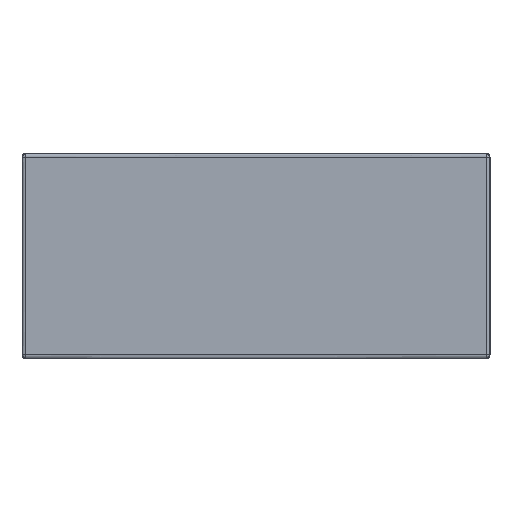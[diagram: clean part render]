
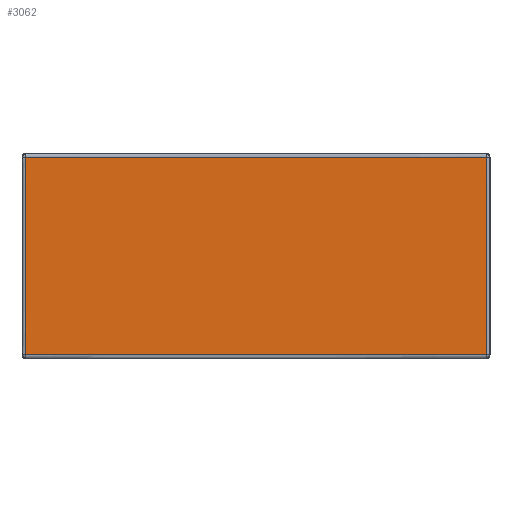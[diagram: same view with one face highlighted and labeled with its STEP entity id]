
A CAD part, left-side view. The second image highlights one B-rep face of the part: STEP entity #3062.
In plain terms, the highlighted planar face has unit normal (-1, 0, 0).
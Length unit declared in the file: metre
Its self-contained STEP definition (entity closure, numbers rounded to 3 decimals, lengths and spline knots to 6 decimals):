
#164=PLANE('',#3334);
#381=B_SPLINE_CURVE_WITH_KNOTS('',3,(#4486,#4487,#4488,#4489),
 .UNSPECIFIED.,.F.,.F.,(4,4),(0.,1.),.UNSPECIFIED.);
#382=B_SPLINE_CURVE_WITH_KNOTS('',3,(#4492,#4493,#4494,#4495),
 .UNSPECIFIED.,.F.,.F.,(4,4),(0.,1.),.UNSPECIFIED.);
#383=B_SPLINE_CURVE_WITH_KNOTS('',3,(#4497,#4498,#4499,#4500),
 .UNSPECIFIED.,.F.,.F.,(4,4),(0.,1.),.UNSPECIFIED.);
#384=B_SPLINE_CURVE_WITH_KNOTS('',3,(#4502,#4503,#4504,#4505),
 .UNSPECIFIED.,.F.,.F.,(4,4),(0.,1.),.UNSPECIFIED.);
#586=ORIENTED_EDGE('',*,*,#1396,.T.);
#587=ORIENTED_EDGE('',*,*,#1397,.T.);
#588=ORIENTED_EDGE('',*,*,#1398,.T.);
#589=ORIENTED_EDGE('',*,*,#1399,.T.);
#1396=EDGE_CURVE('',#1801,#1802,#381,.T.);
#1397=EDGE_CURVE('',#1802,#1803,#382,.T.);
#1398=EDGE_CURVE('',#1803,#1804,#383,.T.);
#1399=EDGE_CURVE('',#1804,#1801,#384,.T.);
#1801=VERTEX_POINT('',#4490);
#1802=VERTEX_POINT('',#4491);
#1803=VERTEX_POINT('',#4496);
#1804=VERTEX_POINT('',#4501);
#2164=EDGE_LOOP('',(#586,#587,#588,#589));
#2590=FACE_BOUND('',#2164,.T.);
#3062=ADVANCED_FACE('',(#2590),#164,.T.);
#3334=AXIS2_PLACEMENT_3D('',#4485,#3702,#3703);
#3702=DIRECTION('',(-1.,0.,0.));
#3703=DIRECTION('',(0.,0.,1.));
#4485=CARTESIAN_POINT('',(0.2,-0.07475,0.03));
#4486=CARTESIAN_POINT('',(0.2,-0.10849,0.02949));
#4487=CARTESIAN_POINT('',(0.2,-0.085997,0.02949));
#4488=CARTESIAN_POINT('',(0.2,-0.063503,0.02949));
#4489=CARTESIAN_POINT('',(0.2,-0.04101,0.02949));
#4490=CARTESIAN_POINT('',(0.2,-0.10849,0.02949));
#4491=CARTESIAN_POINT('',(0.2,-0.04101,0.02949));
#4492=CARTESIAN_POINT('',(0.2,-0.04101,0.02949));
#4493=CARTESIAN_POINT('',(0.2,-0.04101,0.01983));
#4494=CARTESIAN_POINT('',(0.2,-0.04101,0.01017));
#4495=CARTESIAN_POINT('',(0.2,-0.04101,0.00051));
#4496=CARTESIAN_POINT('',(0.2,-0.04101,0.00051));
#4497=CARTESIAN_POINT('',(0.2,-0.04101,0.00051));
#4498=CARTESIAN_POINT('',(0.2,-0.063503,0.00051));
#4499=CARTESIAN_POINT('',(0.2,-0.085997,0.00051));
#4500=CARTESIAN_POINT('',(0.2,-0.10849,0.00051));
#4501=CARTESIAN_POINT('',(0.2,-0.10849,0.00051));
#4502=CARTESIAN_POINT('',(0.2,-0.10849,0.00051));
#4503=CARTESIAN_POINT('',(0.2,-0.10849,0.01017));
#4504=CARTESIAN_POINT('',(0.2,-0.10849,0.01983));
#4505=CARTESIAN_POINT('',(0.2,-0.10849,0.02949));
